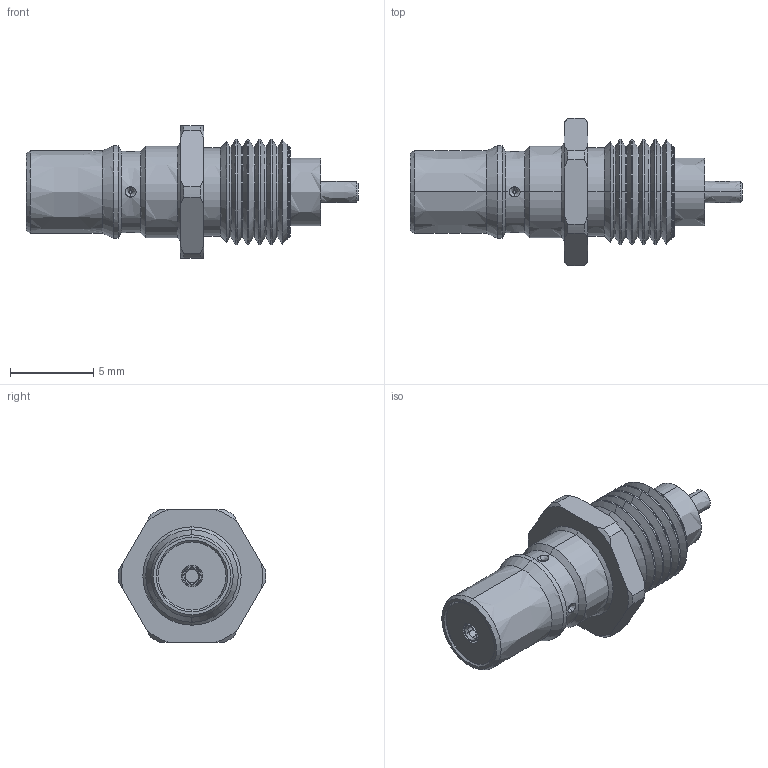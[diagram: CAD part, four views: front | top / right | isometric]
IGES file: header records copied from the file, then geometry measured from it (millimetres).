
Start section: SolidWorks IGES file using NURBS representation for surfaces
Global section: file name: R123.555.220.IGS; native system: SolidWorks 2011; preprocessor: SolidWorks 2011; author: yin_le; date: 110819.163639; units: millimetre
Bounding box: 20 x 8.9 x 8 mm (x, y, z)
Surface area: 499.4 mm2 (no closed solid volume)
Topology: 0 solids, 0 shells, 154 faces, 878 edges, 878 vertices
Faces by surface type: bspline 154
